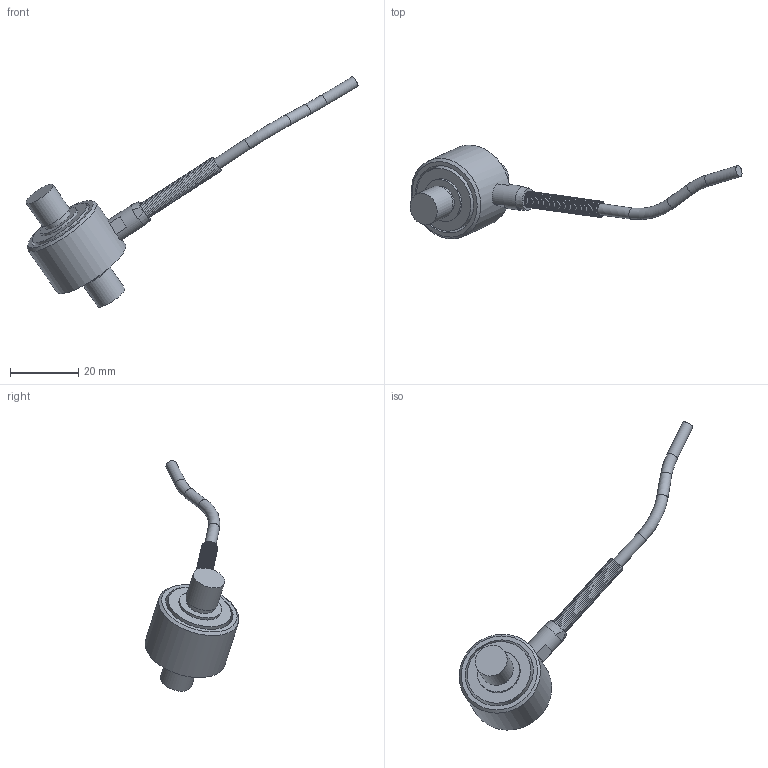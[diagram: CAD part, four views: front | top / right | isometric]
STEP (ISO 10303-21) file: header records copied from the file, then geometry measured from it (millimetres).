
FILE_DESCRIPTION((''),'2;1');
FILE_NAME('LCM325.stp','2010-11-08T13:16:49',('thomasl'),(''),'Autodesk Inventor 2008','Autodesk Inventor 2008','');
FILE_SCHEMA(('AUTOMOTIVE_DESIGN { 1 0 10303 214 1 1 1 1 }'));
Length unit declared in the file: inch
Products named in the file (2): LCM325; PART1
Assembly tree (1 placements, depth 2):
  LCM325
    PART1
Bounding box: 97.22 x 27.52 x 67.49 mm (x, y, z)
Volume: 9821.5 mm3; surface area: 6472.4 mm2
Topology: 1 solids, 1 shells, 118 faces, 262 edges, 155 vertices
Faces by surface type: bspline 60, plane 26, cylinder 19, cone 7, torus 6
Full cylindrical faces by diameter (mm): 3.302 x4, 4.801 x1, 4.851 x1, 5.334 x1, 5.791 x1, 7.061 x1, 8.433 x2, 9.525 x2, 12.7 x2, 19.05 x1, 20.32 x1, 20.396 x1, 24.384 x1
Entity records: 7360 total; most frequent: CARTESIAN_POINT 5343, DIRECTION 378, ORIENTED_EDGE 316, EDGE_LOOP 222, AXIS2_PLACEMENT_3D 179, EDGE_CURVE 158, VERTEX_POINT 140, CIRCLE 118
